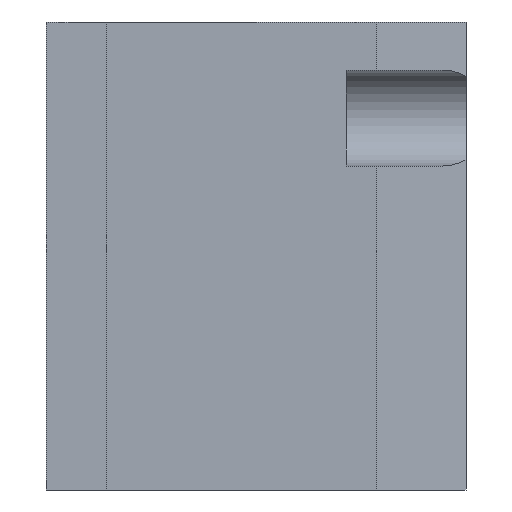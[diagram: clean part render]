
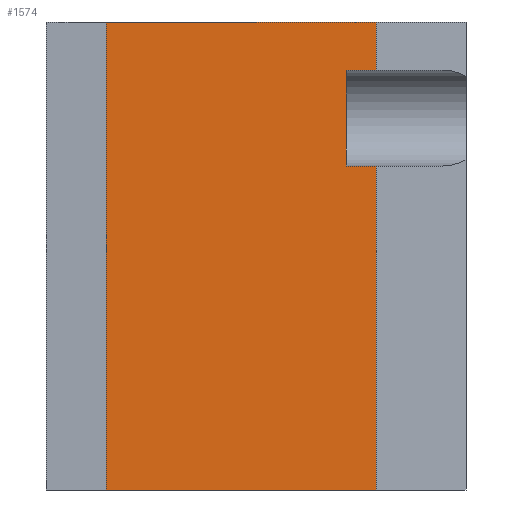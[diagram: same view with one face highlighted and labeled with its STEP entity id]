
A CAD part, left-side view. The second image highlights one B-rep face of the part: STEP entity #1574.
In plain terms, the highlighted planar face has unit normal (-1, 0, 0).
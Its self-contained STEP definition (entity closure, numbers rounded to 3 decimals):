
#97=PLANE('',#1789);
#164=FACE_OUTER_BOUND('',#262,.T.);
#262=EDGE_LOOP('',(#1209,#1210,#1211,#1212,#1213,#1214,#1215,#1216));
#353=LINE('',#2481,#494);
#374=LINE('',#2550,#515);
#376=LINE('',#2556,#517);
#379=LINE('',#2568,#520);
#387=LINE('',#2585,#528);
#388=LINE('',#2586,#529);
#389=LINE('',#2588,#530);
#390=LINE('',#2589,#531);
#494=VECTOR('',#1995,10.);
#515=VECTOR('',#2064,10.);
#517=VECTOR('',#2068,10.);
#520=VECTOR('',#2083,10.);
#528=VECTOR('',#2097,10.);
#529=VECTOR('',#2098,10.);
#530=VECTOR('',#2099,10.);
#531=VECTOR('',#2100,10.);
#711=VERTEX_POINT('',#2478);
#712=VERTEX_POINT('',#2480);
#734=VERTEX_POINT('',#2544);
#736=VERTEX_POINT('',#2548);
#737=VERTEX_POINT('',#2552);
#739=VERTEX_POINT('',#2555);
#748=VERTEX_POINT('',#2584);
#749=VERTEX_POINT('',#2587);
#873=EDGE_CURVE('',#712,#711,#353,.T.);
#906=EDGE_CURVE('',#734,#736,#374,.T.);
#908=EDGE_CURVE('',#739,#737,#376,.T.);
#915=EDGE_CURVE('',#736,#739,#379,.T.);
#923=EDGE_CURVE('',#711,#748,#387,.T.);
#924=EDGE_CURVE('',#748,#734,#388,.T.);
#925=EDGE_CURVE('',#737,#749,#389,.T.);
#926=EDGE_CURVE('',#749,#712,#390,.T.);
#1209=ORIENTED_EDGE('',*,*,#873,.T.);
#1210=ORIENTED_EDGE('',*,*,#923,.T.);
#1211=ORIENTED_EDGE('',*,*,#924,.T.);
#1212=ORIENTED_EDGE('',*,*,#906,.T.);
#1213=ORIENTED_EDGE('',*,*,#915,.T.);
#1214=ORIENTED_EDGE('',*,*,#908,.T.);
#1215=ORIENTED_EDGE('',*,*,#925,.T.);
#1216=ORIENTED_EDGE('',*,*,#926,.T.);
#1574=ADVANCED_FACE('',(#164),#97,.T.);
#1789=AXIS2_PLACEMENT_3D('',#2583,#2095,#2096);
#1995=DIRECTION('',(0.,0.,-1.));
#2064=DIRECTION('',(0.,1.,0.));
#2068=DIRECTION('',(0.,-1.,0.));
#2083=DIRECTION('',(0.,0.,1.));
#2095=DIRECTION('center_axis',(-1.,0.,0.));
#2096=DIRECTION('ref_axis',(0.,0.,1.));
#2097=DIRECTION('',(0.,-1.,0.));
#2098=DIRECTION('',(0.,0.,1.));
#2099=DIRECTION('',(0.,0.,1.));
#2100=DIRECTION('',(0.,1.,0.));
#2478=CARTESIAN_POINT('',(-21.,12.5,-19.5));
#2480=CARTESIAN_POINT('',(-21.,12.5,19.5));
#2481=CARTESIAN_POINT('',(-21.,12.5,9.75));
#2544=CARTESIAN_POINT('',(-21.,-10.,7.5));
#2548=CARTESIAN_POINT('',(-21.,-7.5,7.5));
#2550=CARTESIAN_POINT('',(-21.,-17.5,7.5));
#2552=CARTESIAN_POINT('',(-21.,-10.,15.5));
#2555=CARTESIAN_POINT('',(-21.,-7.5,15.5));
#2556=CARTESIAN_POINT('',(-21.,-17.5,15.5));
#2568=CARTESIAN_POINT('',(-21.,-7.5,5.75));
#2583=CARTESIAN_POINT('Origin',(-21.,-17.5,0.));
#2584=CARTESIAN_POINT('',(-21.,-10.,-19.5));
#2585=CARTESIAN_POINT('',(-21.,-17.5,-19.5));
#2586=CARTESIAN_POINT('',(-21.,-10.,9.75));
#2587=CARTESIAN_POINT('',(-21.,-10.,19.5));
#2588=CARTESIAN_POINT('',(-21.,-10.,9.75));
#2589=CARTESIAN_POINT('',(-21.,-17.5,19.5));
